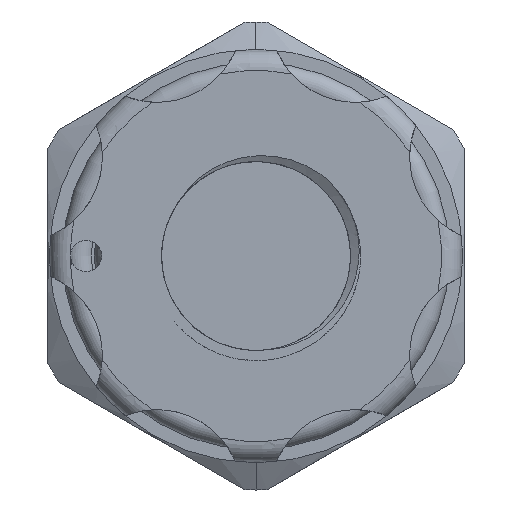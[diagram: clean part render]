
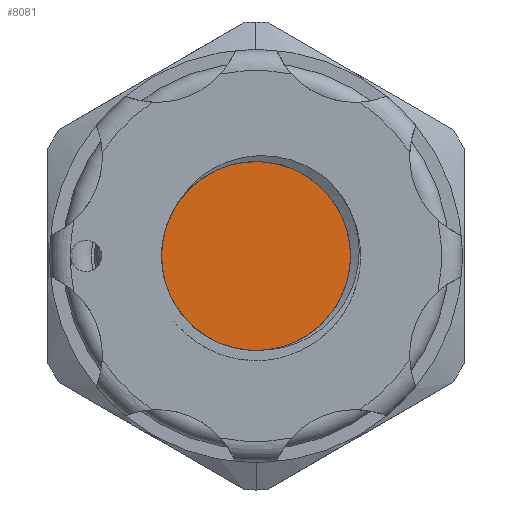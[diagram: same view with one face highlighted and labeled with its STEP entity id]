
A CAD part, left-side view. The second image highlights one B-rep face of the part: STEP entity #8081.
In plain terms, the highlighted planar face has unit normal (-1, 0, 0).
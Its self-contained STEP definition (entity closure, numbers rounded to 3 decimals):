
#424 = CARTESIAN_POINT ( 'NONE',  ( -97.277, -3.007, -5.232 ) ) ;
#871 = DIRECTION ( 'NONE',  ( 0., 0., -1. ) ) ;
#919 = CARTESIAN_POINT ( 'NONE',  ( -97.277, 5.443, 0.281 ) ) ;
#1233 = DIRECTION ( 'NONE',  ( 1., 0., 0. ) ) ;
#1536 = CARTESIAN_POINT ( 'NONE',  ( -97.277, 0.441, -5.972 ) ) ;
#1590 = CARTESIAN_POINT ( 'NONE',  ( -97.277, 4.82, -2.971 ) ) ;
#1643 = CARTESIAN_POINT ( 'NONE',  ( -97.277, -5.684, 0.503 ) ) ;
#1694 = CARTESIAN_POINT ( 'NONE',  ( -97.277, 3.993, -4.138 ) ) ;
#1740 = CARTESIAN_POINT ( 'NONE',  ( -97.277, -4.957, 2.521 ) ) ;
#2044 = CARTESIAN_POINT ( 'NONE',  ( -97.277, 5.25, 0. ) ) ;
#2735 = CARTESIAN_POINT ( 'NONE',  ( -97.277, 2.495, -5.323 ) ) ;
#2839 = CARTESIAN_POINT ( 'NONE',  ( -97.277, -5.369, 1.655 ) ) ;
#2891 = CARTESIAN_POINT ( 'NONE',  ( -97.277, -3.891, 3.816 ) ) ;
#2940 = CARTESIAN_POINT ( 'NONE',  ( -97.277, -5.543, -1.872 ) ) ;
#2996 = CARTESIAN_POINT ( 'NONE',  ( -97.277, 5.475, -0.68 ) ) ;
#3495 = ORIENTED_EDGE ( 'NONE', *, *, #6978, .F. ) ;
#3961 = CARTESIAN_POINT ( 'NONE',  ( -97.277, -5.703, -0.934 ) ) ;
#4006 = CARTESIAN_POINT ( 'NONE',  ( -97.277, -5.279, 1.88 ) ) ;
#4029 = CIRCLE ( 'NONE', #8797, 5.45 ) ;
#4059 = CARTESIAN_POINT ( 'NONE',  ( -97.277, 5.348, -1.637 ) ) ;
#4108 = CARTESIAN_POINT ( 'NONE',  ( -97.277, 1.61, -5.711 ) ) ;
#4162 = CARTESIAN_POINT ( 'NONE',  ( -97.277, -2.585, -5.457 ) ) ;
#4226 = VERTEX_POINT ( 'NONE', #13251 ) ;
#4585 = FACE_OUTER_BOUND ( 'NONE', #9136, .T. ) ;
#4695 = ORIENTED_EDGE ( 'NONE', *, *, #11230, .T. ) ;
#5108 = CARTESIAN_POINT ( 'NONE',  ( -97.277, -4.729, -3.603 ) ) ;
#5208 = CARTESIAN_POINT ( 'NONE',  ( -97.277, -5.074, 2.312 ) ) ;
#5255 = CARTESIAN_POINT ( 'NONE',  ( -97.277, -4.59, -3.801 ) ) ;
#5298 = VERTEX_POINT ( 'NONE', #919 ) ;
#5301 = CARTESIAN_POINT ( 'NONE',  ( -97.277, -4.98, -3.195 ) ) ;
#5625 = CIRCLE ( 'NONE', #8424, 5.45 ) ;
#6288 = CARTESIAN_POINT ( 'NONE',  ( -97.277, -0.515, -6.001 ) ) ;
#6388 = CARTESIAN_POINT ( 'NONE',  ( -97.277, -5.593, 0.971 ) ) ;
#6418 = CARTESIAN_POINT ( 'NONE',  ( -97.277, 0., 0. ) ) ;
#6444 = CARTESIAN_POINT ( 'NONE',  ( -97.277, -0.278, -6.011 ) ) ;
#6497 = CARTESIAN_POINT ( 'NONE',  ( -97.277, -5.732, -0.216 ) ) ;
#6634 = DIRECTION ( 'NONE',  ( -1., 0., 0. ) ) ;
#6978 = EDGE_CURVE ( 'NONE', #12214, #5298, #13103, .T. ) ;
#7525 = PLANE ( 'NONE',  #10614 ) ;
#7565 = CARTESIAN_POINT ( 'NONE',  ( -97.277, 4.151, -3.958 ) ) ;
#7585 = EDGE_CURVE ( 'NONE', #4226, #5298, #4029, .T. ) ;
#7672 = CARTESIAN_POINT ( 'NONE',  ( -97.277, 3.471, -4.639 ) ) ;
#7722 = CARTESIAN_POINT ( 'NONE',  ( -97.277, -3.787, -4.676 ) ) ;
#7824 = CARTESIAN_POINT ( 'NONE',  ( -97.277, 5.443, 0.281 ) ) ;
#8081 = ADVANCED_FACE ( 'NONE', ( #4585 ), #7525, .F. ) ;
#8424 = AXIS2_PLACEMENT_3D ( 'NONE', #6418, #14882, #12603 ) ;
#8735 = CARTESIAN_POINT ( 'NONE',  ( -97.277, -5.093, -2.985 ) ) ;
#8797 = AXIS2_PLACEMENT_3D ( 'NONE', #15144, #6634, #871 ) ;
#8848 = CARTESIAN_POINT ( 'NONE',  ( -97.277, -1.699, -5.81 ) ) ;
#8901 = CARTESIAN_POINT ( 'NONE',  ( -97.277, -3.603, -4.826 ) ) ;
#9057 = CARTESIAN_POINT ( 'NONE',  ( -97.277, 5.483, -0.199 ) ) ;
#9136 = EDGE_LOOP ( 'NONE', ( #3495, #4695, #14310 ) ) ;
#9959 = CARTESIAN_POINT ( 'NONE',  ( -97.277, -1.225, -5.924 ) ) ;
#10015 = CARTESIAN_POINT ( 'NONE',  ( -97.277, 4.93, -2.754 ) ) ;
#10115 = CARTESIAN_POINT ( 'NONE',  ( -97.277, 4.576, -3.384 ) ) ;
#10614 = AXIS2_PLACEMENT_3D ( 'NONE', #2044, #1233, #14394 ) ;
#11208 = CARTESIAN_POINT ( 'NONE',  ( -97.277, -5.674, -1.17 ) ) ;
#11230 = EDGE_CURVE ( 'NONE', #12214, #4226, #5625, .T. ) ;
#11257 = CARTESIAN_POINT ( 'NONE',  ( -97.277, 1.151, -5.848 ) ) ;
#11308 = CARTESIAN_POINT ( 'NONE',  ( -97.277, -4.25, 3.494 ) ) ;
#11357 = CARTESIAN_POINT ( 'NONE',  ( -97.277, -5.393, -2.336 ) ) ;
#12214 = VERTEX_POINT ( 'NONE', #13483 ) ;
#12368 = CARTESIAN_POINT ( 'NONE',  ( -97.277, -5.732, -0.458 ) ) ;
#12427 = CARTESIAN_POINT ( 'NONE',  ( -97.277, -3.213, -5.104 ) ) ;
#12475 = CARTESIAN_POINT ( 'NONE',  ( -97.277, 5.455, -0.921 ) ) ;
#12603 = DIRECTION ( 'NONE',  ( 0., 0., -1. ) ) ;
#13103 = B_SPLINE_CURVE_WITH_KNOTS ( 'NONE', 3,
 ( #2891, #11308, #13591, #1740, #5208, #4006, #2839, #6388, #1643, #6497, #12368, #3961, #11208, #2940, #11357, #8735, #5301, #5108, #5255, #13750, #14951, #7722, #8901, #12427, #424, #4162, #13543, #8848, #9959, #6288, #6444, #14745, #1536, #11257, #4108, #2735, #14901, #7672, #14799, #1694, #7565, #13692, #10115, #1590, #10015, #14854, #4059, #12475, #2996, #9057, #15055, #7824 ),
 .UNSPECIFIED., .F., .F.,
 ( 4, 2, 2, 2, 2, 2, 2, 2, 2, 2, 2, 2, 2, 2, 2, 2, 2, 2, 2, 2, 2, 2, 2, 2, 2, 4 ),
 ( 0., 0.001, 0.002, 0.003, 0.004, 0.005, 0.006, 0.007, 0.008, 0.009, 0.009, 0.01, 0.011, 0.012, 0.013, 0.014, 0.014, 0.016, 0.017, 0.018, 0.019, 0.02, 0.02, 0.022, 0.022, 0.023 ),
 .UNSPECIFIED. ) ;
#13251 = CARTESIAN_POINT ( 'NONE',  ( -97.277, -2.086, 5.035 ) ) ;
#13483 = CARTESIAN_POINT ( 'NONE',  ( -97.277, -3.891, 3.816 ) ) ;
#13543 = CARTESIAN_POINT ( 'NONE',  ( -97.277, -2.368, -5.555 ) ) ;
#13591 = CARTESIAN_POINT ( 'NONE',  ( -97.277, -4.567, 3.123 ) ) ;
#13692 = CARTESIAN_POINT ( 'NONE',  ( -97.277, 4.442, -3.581 ) ) ;
#13750 = CARTESIAN_POINT ( 'NONE',  ( -97.277, -4.292, -4.175 ) ) ;
#14310 = ORIENTED_EDGE ( 'NONE', *, *, #7585, .T. ) ;
#14394 = DIRECTION ( 'NONE',  ( 0., -1., 0. ) ) ;
#14745 = CARTESIAN_POINT ( 'NONE',  ( -97.277, 0.2, -5.998 ) ) ;
#14799 = CARTESIAN_POINT ( 'NONE',  ( -97.277, 3.653, -4.479 ) ) ;
#14854 = CARTESIAN_POINT ( 'NONE',  ( -97.277, 5.215, -2.094 ) ) ;
#14882 = DIRECTION ( 'NONE',  ( -1., 0., 0. ) ) ;
#14901 = CARTESIAN_POINT ( 'NONE',  ( -97.277, 2.906, -5.079 ) ) ;
#14951 = CARTESIAN_POINT ( 'NONE',  ( -97.277, -4.132, -4.351 ) ) ;
#15055 = CARTESIAN_POINT ( 'NONE',  ( -97.277, 5.471, 0.041 ) ) ;
#15144 = CARTESIAN_POINT ( 'NONE',  ( -97.277, 0., 0. ) ) ;
